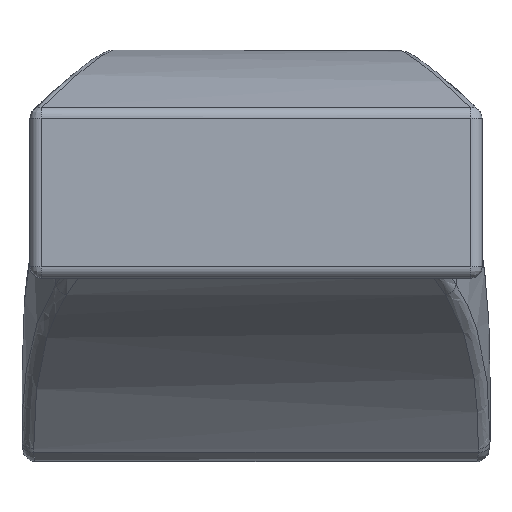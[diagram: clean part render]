
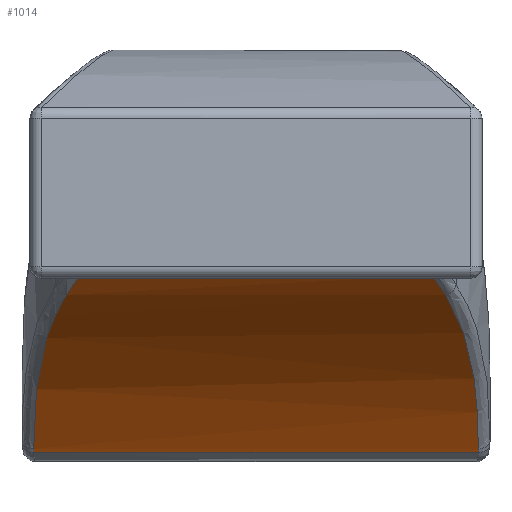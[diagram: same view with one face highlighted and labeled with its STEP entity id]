
A CAD part, front view. The second image highlights one B-rep face of the part: STEP entity #1014.
In plain terms, the highlighted free-form (B-spline) face has degree [1, 2] with [2, 3] control points.
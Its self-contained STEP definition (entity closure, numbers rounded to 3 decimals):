
#617 = VERTEX_POINT('',#618);
#618 = CARTESIAN_POINT('',(-80.85,254.469,
    -78.572));
#624 = EDGE_CURVE('',#617,#625,#627,.T.);
#625 = VERTEX_POINT('',#626);
#626 = CARTESIAN_POINT('',(-91.73,7.338,-70.961
    ));
#627 = B_SPLINE_CURVE_WITH_KNOTS('',3,(#628,#629,#630,#631,#632,#633,
    #634,#635,#636,#637),.UNSPECIFIED.,.F.,.F.,(4,1,1,1,1,1,1,4),(
    -27.128,-23.252,-19.377,-15.501,
    -11.626,-7.751,-3.875,0.)
  ,.UNSPECIFIED.);
#628 = CARTESIAN_POINT('',(-80.85,254.469,
    -78.572));
#629 = CARTESIAN_POINT('',(-76.646,244.248,
    -72.333));
#630 = CARTESIAN_POINT('',(-69.107,222.65,-61.167
    ));
#631 = CARTESIAN_POINT('',(-61.351,187.281,
    -49.064));
#632 = CARTESIAN_POINT('',(-57.987,149.856,
    -42.302));
#633 = CARTESIAN_POINT('',(-59.524,111.712,
    -41.31));
#634 = CARTESIAN_POINT('',(-65.958,74.369,
    -46.038));
#635 = CARTESIAN_POINT('',(-76.803,39.09,
    -55.98));
#636 = CARTESIAN_POINT('',(-86.443,17.552,
    -65.559));
#637 = CARTESIAN_POINT('',(-91.73,7.338,
    -70.961));
#725 = VERTEX_POINT('',#726);
#726 = CARTESIAN_POINT('',(-95.,325.965,-144.322));
#732 = EDGE_CURVE('',#725,#617,#733,.T.);
#733 = B_SPLINE_CURVE_WITH_KNOTS('',3,(#734,#735,#736,#737,#738),
  .UNSPECIFIED.,.F.,.F.,(4,1,4),(-10.118,-4.336,
    0.),.UNSPECIFIED.);
#734 = CARTESIAN_POINT('',(-95.,325.965,-144.322));
#735 = CARTESIAN_POINT('',(-95.,314.807,-129.074));
#736 = CARTESIAN_POINT('',(-93.264,292.183,
    -104.589));
#737 = CARTESIAN_POINT('',(-85.554,265.906,
    -85.554));
#738 = CARTESIAN_POINT('',(-80.85,254.469,
    -78.572));
#833 = VERTEX_POINT('',#834);
#834 = CARTESIAN_POINT('',(-94.958,327.071,
    -145.845));
#939 = EDGE_CURVE('',#833,#725,#940,.T.);
#940 = B_SPLINE_CURVE_WITH_KNOTS('',3,(#941,#942,#943,#944),
  .UNSPECIFIED.,.F.,.F.,(4,4),(-13.189,-12.997),
  .PIECEWISE_BEZIER_KNOTS.);
#941 = CARTESIAN_POINT('',(-94.958,327.071,
    -145.845));
#942 = CARTESIAN_POINT('',(-94.986,326.704,
    -145.336));
#943 = CARTESIAN_POINT('',(-95.,326.336,-144.828));
#944 = CARTESIAN_POINT('',(-95.,325.965,-144.322));
#1014 = ADVANCED_FACE('',(#1015),#1067,.T.);
#1015 = FACE_BOUND('',#1016,.T.);
#1016 = EDGE_LOOP('',(#1017,#1018,#1019,#1020,#1027,#1036,#1047,#1062));
#1017 = ORIENTED_EDGE('',*,*,#624,.F.);
#1018 = ORIENTED_EDGE('',*,*,#732,.F.);
#1019 = ORIENTED_EDGE('',*,*,#939,.F.);
#1020 = ORIENTED_EDGE('',*,*,#1021,.F.);
#1021 = EDGE_CURVE('',#1022,#833,#1024,.T.);
#1022 = VERTEX_POINT('',#1023);
#1023 = CARTESIAN_POINT('',(94.958,327.071,
    -145.845));
#1024 = B_SPLINE_CURVE_WITH_KNOTS('',1,(#1025,#1026),.UNSPECIFIED.,.F.,
  .F.,(2,2),(-9.496,9.496),.PIECEWISE_BEZIER_KNOTS.);
#1025 = CARTESIAN_POINT('',(94.958,327.071,
    -145.845));
#1026 = CARTESIAN_POINT('',(-94.958,327.071,
    -145.845));
#1027 = ORIENTED_EDGE('',*,*,#1028,.F.);
#1028 = EDGE_CURVE('',#1029,#1022,#1031,.T.);
#1029 = VERTEX_POINT('',#1030);
#1030 = CARTESIAN_POINT('',(95.,325.965,-144.322));
#1031 = B_SPLINE_CURVE_WITH_KNOTS('',3,(#1032,#1033,#1034,#1035),
  .UNSPECIFIED.,.F.,.F.,(4,4),(0.,0.192),
  .PIECEWISE_BEZIER_KNOTS.);
#1032 = CARTESIAN_POINT('',(95.,325.965,-144.322));
#1033 = CARTESIAN_POINT('',(95.,326.336,-144.828));
#1034 = CARTESIAN_POINT('',(94.986,326.704,
    -145.336));
#1035 = CARTESIAN_POINT('',(94.958,327.071,
    -145.845));
#1036 = ORIENTED_EDGE('',*,*,#1037,.F.);
#1037 = EDGE_CURVE('',#1038,#1029,#1040,.T.);
#1038 = VERTEX_POINT('',#1039);
#1039 = CARTESIAN_POINT('',(80.85,254.469,
    -78.572));
#1040 = B_SPLINE_CURVE_WITH_KNOTS('',3,(#1041,#1042,#1043,#1044,#1045,
    #1046),.UNSPECIFIED.,.F.,.F.,(4,1,1,4),(-10.118,
    -7.227,-4.336,0.),.UNSPECIFIED.);
#1041 = CARTESIAN_POINT('',(80.85,254.469,
    -78.572));
#1042 = CARTESIAN_POINT('',(83.986,262.094,
    -83.227));
#1043 = CARTESIAN_POINT('',(89.024,277.191,
    -93.574));
#1044 = CARTESIAN_POINT('',(94.069,302.007,
    -115.008));
#1045 = CARTESIAN_POINT('',(95.,317.597,-132.886));
#1046 = CARTESIAN_POINT('',(95.,325.965,-144.322));
#1047 = ORIENTED_EDGE('',*,*,#1048,.F.);
#1048 = EDGE_CURVE('',#1049,#1038,#1051,.T.);
#1049 = VERTEX_POINT('',#1050);
#1050 = CARTESIAN_POINT('',(91.73,7.338,
    -70.961));
#1051 = B_SPLINE_CURVE_WITH_KNOTS('',3,(#1052,#1053,#1054,#1055,#1056,
    #1057,#1058,#1059,#1060,#1061),.UNSPECIFIED.,.F.,.F.,(4,1,1,1,1,1,1,
    4),(-27.128,-23.252,-19.377,-15.501,
    -11.626,-7.751,-3.875,0.),.UNSPECIFIED.);
#1052 = CARTESIAN_POINT('',(91.73,7.338,
    -70.961));
#1053 = CARTESIAN_POINT('',(86.443,17.552,
    -65.559));
#1054 = CARTESIAN_POINT('',(76.804,39.09,
    -55.98));
#1055 = CARTESIAN_POINT('',(65.957,74.369,
    -46.038));
#1056 = CARTESIAN_POINT('',(59.525,111.713,
    -41.311));
#1057 = CARTESIAN_POINT('',(57.986,149.856,
    -42.301));
#1058 = CARTESIAN_POINT('',(61.352,187.28,
    -49.064));
#1059 = CARTESIAN_POINT('',(69.107,222.65,
    -61.167));
#1060 = CARTESIAN_POINT('',(76.646,244.248,
    -72.333));
#1061 = CARTESIAN_POINT('',(80.85,254.469,
    -78.572));
#1062 = ORIENTED_EDGE('',*,*,#1063,.F.);
#1063 = EDGE_CURVE('',#625,#1049,#1064,.T.);
#1064 = B_SPLINE_CURVE_WITH_KNOTS('',1,(#1065,#1066),.UNSPECIFIED.,.F.,
  .F.,(2,2),(-9.173,9.173),.PIECEWISE_BEZIER_KNOTS.);
#1065 = CARTESIAN_POINT('',(-91.73,7.338,
    -70.961));
#1066 = CARTESIAN_POINT('',(91.73,7.338,
    -70.961));
#1067 = ( BOUNDED_SURFACE() B_SPLINE_SURFACE(1,2,(
    (#1068,#1069,#1070)
    ,(#1071,#1072,#1073
)),.UNSPECIFIED.,.F.,.F.,.F.) B_SPLINE_SURFACE_WITH_KNOTS((2,2),(3,3),(
    -0.38,0.38),(-3.121,-1.688),
.PIECEWISE_BEZIER_KNOTS.) GEOMETRIC_REPRESENTATION_ITEM() 
RATIONAL_B_SPLINE_SURFACE((
    (1.,0.754,1.)
,(1.,0.754,1.))) REPRESENTATION_ITEM('') SURFACE() );
#1068 = CARTESIAN_POINT('',(-95.,327.071,-145.845));
#1069 = CARTESIAN_POINT('',(-95.,199.814,30.832));
#1070 = CARTESIAN_POINT('',(-95.,7.338,-70.961));
#1071 = CARTESIAN_POINT('',(95.,327.071,-145.845));
#1072 = CARTESIAN_POINT('',(95.,199.814,30.832));
#1073 = CARTESIAN_POINT('',(95.,7.338,-70.961));
